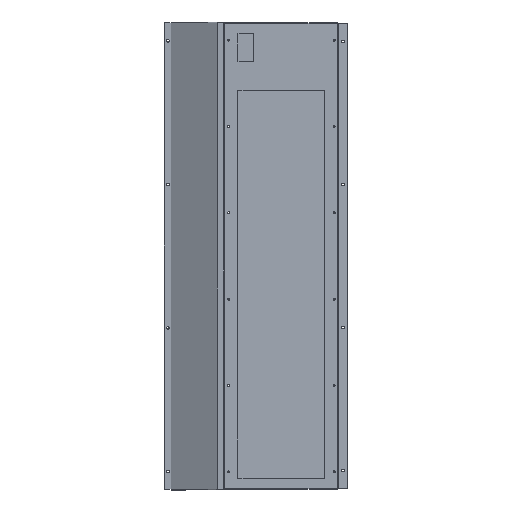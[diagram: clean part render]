
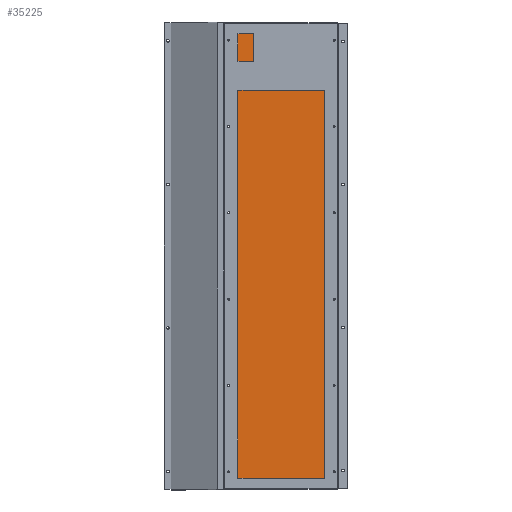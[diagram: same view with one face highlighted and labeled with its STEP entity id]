
A CAD part, top view. The second image highlights one B-rep face of the part: STEP entity #35225.
In plain terms, the highlighted planar face has unit normal (0, 0, 1).
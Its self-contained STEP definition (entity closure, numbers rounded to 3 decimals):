
#274 = CARTESIAN_POINT ( 'NONE',  ( 235.679, -574.828, 0.948 ) ) ;
#3996 = LINE ( 'NONE', #77025, #93266 ) ;
#11802 = EDGE_LOOP ( 'NONE', ( #20152, #18865, #40004, #32760 ) ) ;
#12608 = DIRECTION ( 'NONE',  ( 0., 1., 0. ) ) ;
#13753 = CARTESIAN_POINT ( 'NONE',  ( 235.679, 412.172, 0.948 ) ) ;
#17941 = VECTOR ( 'NONE', #106701, 1000. ) ;
#18107 = CARTESIAN_POINT ( 'NONE',  ( 235.679, -574.828, 0.948 ) ) ;
#18865 = ORIENTED_EDGE ( 'NONE', *, *, #58370, .T. ) ;
#20152 = ORIENTED_EDGE ( 'NONE', *, *, #44474, .T. ) ;
#22223 = EDGE_CURVE ( 'NONE', #109874, #51303, #93336, .T. ) ;
#22224 = DIRECTION ( 'NONE',  ( -1., 0., 0. ) ) ;
#22460 = LINE ( 'NONE', #79593, #17941 ) ;
#27197 = VERTEX_POINT ( 'NONE', #33321 ) ;
#30001 = AXIS2_PLACEMENT_3D ( 'NONE', #41668, #60544, #95889 ) ;
#32760 = ORIENTED_EDGE ( 'NONE', *, *, #22223, .T. ) ;
#33321 = CARTESIAN_POINT ( 'NONE',  ( 31.679, -574.828, 0.948 ) ) ;
#35225 = ADVANCED_FACE ( 'NONE', ( #76477 ), #95309, .T. ) ;
#35444 = CARTESIAN_POINT ( 'NONE',  ( 31.679, 412.172, 0.948 ) ) ;
#40004 = ORIENTED_EDGE ( 'NONE', *, *, #47839, .T. ) ;
#41668 = CARTESIAN_POINT ( 'NONE',  ( 235.679, 412.172, 0.948 ) ) ;
#44474 = EDGE_CURVE ( 'NONE', #51303, #46583, #3996, .T. ) ;
#46583 = VERTEX_POINT ( 'NONE', #35444 ) ;
#47839 = EDGE_CURVE ( 'NONE', #27197, #109874, #96922, .T. ) ;
#51303 = VERTEX_POINT ( 'NONE', #108494 ) ;
#58370 = EDGE_CURVE ( 'NONE', #46583, #27197, #22460, .T. ) ;
#59620 = VECTOR ( 'NONE', #12608, 1000. ) ;
#60544 = DIRECTION ( 'NONE',  ( 0., 0., 1. ) ) ;
#76477 = FACE_OUTER_BOUND ( 'NONE', #11802, .T. ) ;
#77025 = CARTESIAN_POINT ( 'NONE',  ( 235.679, 412.172, 0.948 ) ) ;
#79593 = CARTESIAN_POINT ( 'NONE',  ( 31.679, 412.172, 0.948 ) ) ;
#93266 = VECTOR ( 'NONE', #22224, 1000. ) ;
#93336 = LINE ( 'NONE', #13753, #59620 ) ;
#95309 = PLANE ( 'NONE',  #30001 ) ;
#95889 = DIRECTION ( 'NONE',  ( 0., -1., 0. ) ) ;
#96922 = LINE ( 'NONE', #274, #107634 ) ;
#106701 = DIRECTION ( 'NONE',  ( 0., -1., 0. ) ) ;
#107523 = DIRECTION ( 'NONE',  ( 1., 0., 0. ) ) ;
#107634 = VECTOR ( 'NONE', #107523, 1000. ) ;
#108494 = CARTESIAN_POINT ( 'NONE',  ( 235.679, 412.172, 0.948 ) ) ;
#109874 = VERTEX_POINT ( 'NONE', #18107 ) ;
